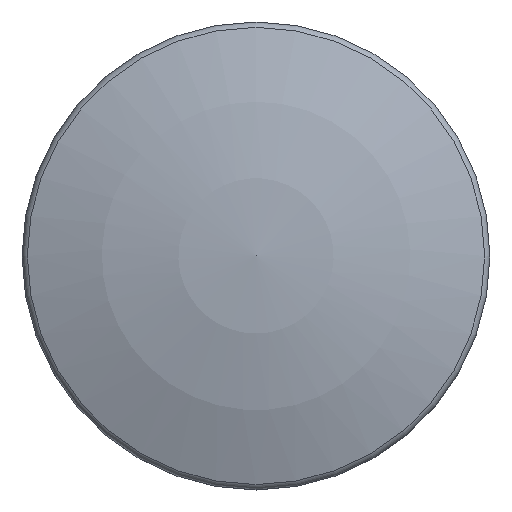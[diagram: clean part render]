
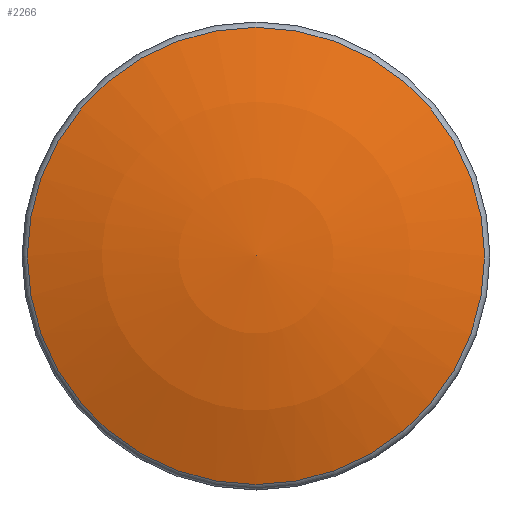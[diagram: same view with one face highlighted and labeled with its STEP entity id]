
A CAD part, top view. The second image highlights one B-rep face of the part: STEP entity #2266.
In plain terms, the highlighted spherical face has radius 63.5 mm.
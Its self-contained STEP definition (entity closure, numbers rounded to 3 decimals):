
#20=SPHERICAL_SURFACE('',#2478,63.5);
#142=CIRCLE('',#2479,21.986);
#348=ORIENTED_EDGE('',*,*,#935,.F.);
#935=EDGE_CURVE('',#1234,#1234,#142,.T.);
#1234=VERTEX_POINT('',#3669);
#1781=EDGE_LOOP('',(#348));
#1993=FACE_BOUND('',#1781,.T.);
#2266=ADVANCED_FACE('',(#1993),#20,.T.);
#2478=AXIS2_PLACEMENT_3D('',#3667,#2874,#2875);
#2479=AXIS2_PLACEMENT_3D('',#3668,#2876,#2877);
#2874=DIRECTION('',(0.,0.,-1.));
#2875=DIRECTION('',(0.,1.,0.));
#2876=DIRECTION('',(0.,0.,-1.));
#2877=DIRECTION('',(-1.,0.,0.));
#3667=CARTESIAN_POINT('',(0.,0.,29.086));
#3668=CARTESIAN_POINT('',(0.,0.,88.659));
#3669=CARTESIAN_POINT('',(-21.986,0.,88.659));
